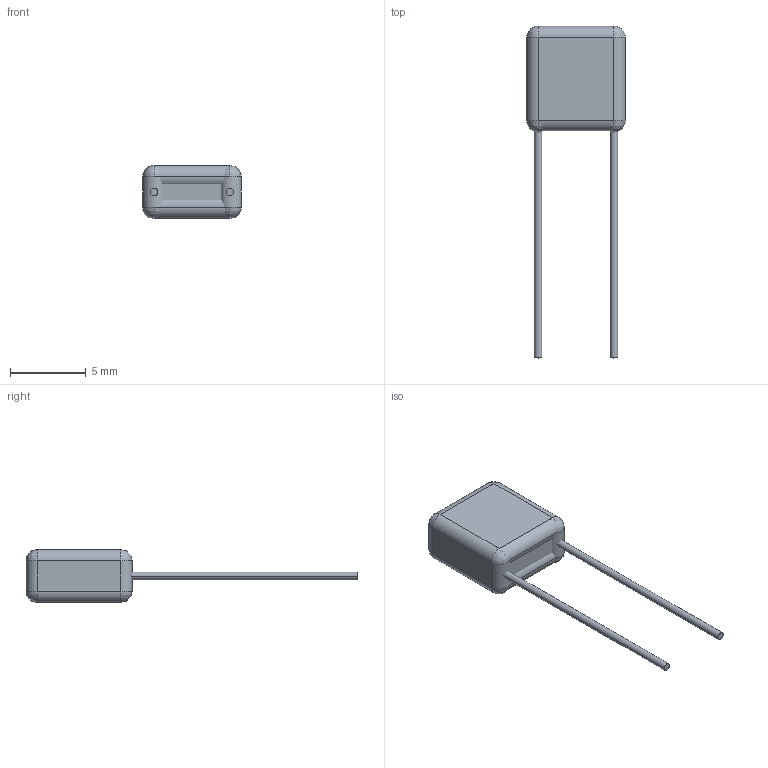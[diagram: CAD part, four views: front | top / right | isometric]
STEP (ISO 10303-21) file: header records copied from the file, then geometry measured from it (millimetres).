
FILE_DESCRIPTION (( 'STEP AP214' ), '1' );
FILE_NAME ('User Library-THD30E1H335_L.STEP', '2013-07-02T23:55:49', ( 'Windows User' ), ( '' ), 'SwSTEP 2.0', 'SolidWorks 2013', '' );
FILE_SCHEMA (( 'AUTOMOTIVE_DESIGN' ));
Length unit declared in the file: millimetre
Products named in the file (25): User Library-THD30E1H335_L_Extruded_5; User Library-THD30E1H335_L_371700672_1; User Library-THD30E1H335_L_Extruded_4; User Library-THD30E1H335_L_Free-Models_1; User Library-THD30E1H335_L_371707200_1; User Library-THD30E1H335_L_Extruded_3; User Library-THD30E1H335_L_371674864_1; User Library-THD30E1H335_L_371675760_1; User Library-THD30E1H335_L_Sphere_3; User Library-THD30E1H335_L_Cylinder_6; User Library-THD30E1H335_L_371674752_1; User Library-THD30E1H335_L_Board_1; User Library-THD30E1H335_L_Cylinder_11; User Library-THD30E1H335_L_371674976_1; User Library-THD30E1H335_L; User Library-THD30E1H335_L_Sphere_2; User Library-THD30E1H335_L_371675312_1; User Library-THD30E1H335_L_Cylinder_10; User Library-THD30E1H335_L_371675424_1; User Library-THD30E1H335_L_Cylinder_9; User Library-THD30E1H335_L_371675200_1; User Library-THD30E1H335_L_Cylinder_8; User Library-THD30E1H335_L_371675648_1; User Library-THD30E1H335_L_Cylinder_7; User Library-THD30E1H335_L_371702720_1
Assembly tree (38 placements, depth 4):
  User Library-THD30E1H335_L
    User Library-THD30E1H335_L_Board_1
    User Library-THD30E1H335_L_Free-Models_1
      User Library-THD30E1H335_L_371675760_1  x2
        User Library-THD30E1H335_L_Cylinder_6
      User Library-THD30E1H335_L_371707200_1
        User Library-THD30E1H335_L_Extruded_3
      User Library-THD30E1H335_L_371700672_1
        User Library-THD30E1H335_L_Extruded_4
      User Library-THD30E1H335_L_371702720_1
        User Library-THD30E1H335_L_Extruded_5
      User Library-THD30E1H335_L_371675648_1  x2
        User Library-THD30E1H335_L_Cylinder_7
      User Library-THD30E1H335_L_371675200_1  x2
        User Library-THD30E1H335_L_Cylinder_8
      User Library-THD30E1H335_L_371675424_1  x2
        User Library-THD30E1H335_L_Cylinder_9
      User Library-THD30E1H335_L_371675312_1  x2
        User Library-THD30E1H335_L_Cylinder_10
      User Library-THD30E1H335_L_371674976_1  x4
        User Library-THD30E1H335_L_Sphere_2
      User Library-THD30E1H335_L_371674752_1  x4
        User Library-THD30E1H335_L_Cylinder_11
      User Library-THD30E1H335_L_371674864_1  x4
        User Library-THD30E1H335_L_Sphere_3
Bounding box: 6.51 x 21.9 x 3.5 mm (x, y, z)
Volume: 343.7 mm3; surface area: 745.1 mm2
Topology: 26 solids, 26 shells, 96 faces, 180 edges, 104 vertices
Faces by surface type: plane 52, cylinder 28, bspline 16
Entity records: 2822 total; most frequent: DIRECTION 318, CARTESIAN_POINT 313, ORIENTED_EDGE 176, AXIS2_PLACEMENT_3D 129, UNCERTAINTY_MEASURE_WITH_UNIT 101, EDGE_CURVE 88, SURFACE_STYLE_FILL_AREA 76, PRESENTATION_LAYER_ASSIGNMENT 76
